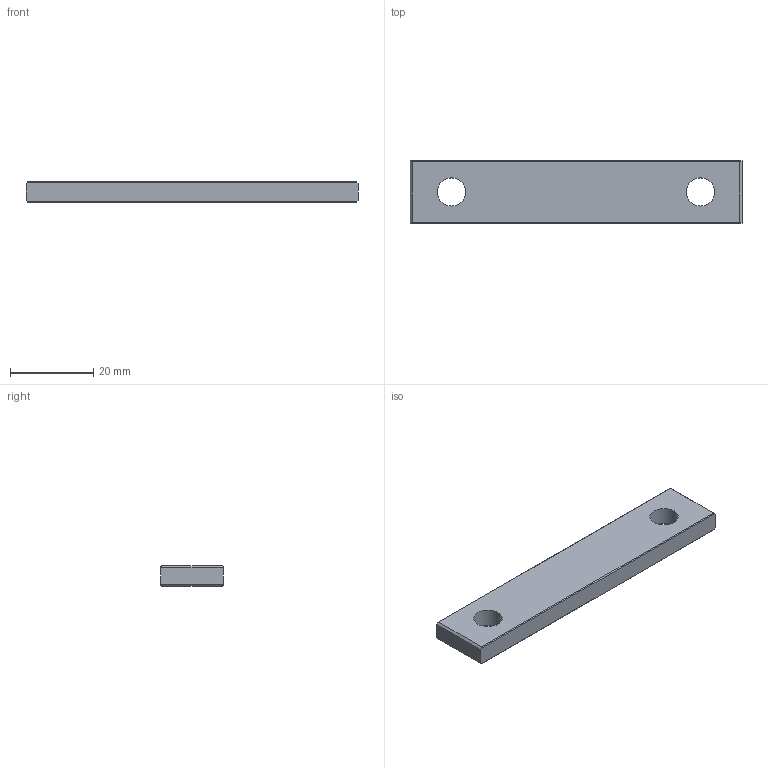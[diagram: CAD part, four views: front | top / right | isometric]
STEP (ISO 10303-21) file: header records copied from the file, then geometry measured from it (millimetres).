
FILE_DESCRIPTION (( 'STEP AP203' ), '1' );
FILE_NAME ('A14_021-6-plate B.STEP', '2024-04-03T08:52:19', ( '' ), ( '' ), 'SwSTEP 2.0', 'SolidWorks 2019', '' );
FILE_SCHEMA (( 'CONFIG_CONTROL_DESIGN' ));
Length unit declared in the file: millimetre
Products named in the file (1): A14_021-6-plate B
Bounding box: 80 x 15 x 5 mm (x, y, z)
Volume: 5617.8 mm3; surface area: 3358 mm2
Topology: 1 solids, 1 shells, 22 faces, 56 edges, 36 vertices
Faces by surface type: plane 10, cylinder 8, cone 4
Entity records: 745 total; most frequent: CARTESIAN_POINT 139, ORIENTED_EDGE 112, DIRECTION 106, EDGE_CURVE 56, LINE 36, VERTEX_POINT 36, VECTOR 36, AXIS2_PLACEMENT_3D 35
